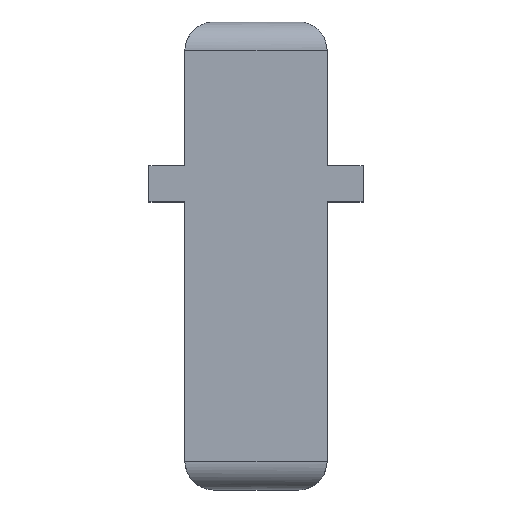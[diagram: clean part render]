
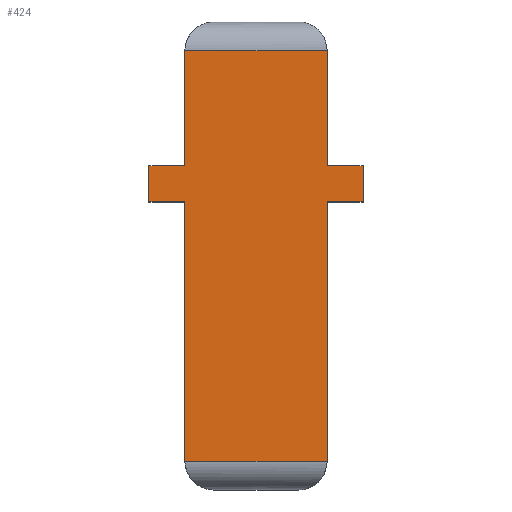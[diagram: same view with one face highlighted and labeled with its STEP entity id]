
A CAD part, top view. The second image highlights one B-rep face of the part: STEP entity #424.
In plain terms, the highlighted planar face has unit normal (0, 0, 1).
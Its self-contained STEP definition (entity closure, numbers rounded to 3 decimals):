
#29=PLANE('',#469);
#50=FACE_OUTER_BOUND('',#75,.T.);
#75=EDGE_LOOP('',(#328,#329,#330,#331,#332,#333,#334,#335,#336,#337,#338,
#339));
#95=LINE('',#622,#144);
#99=LINE('',#630,#148);
#104=LINE('',#639,#153);
#107=LINE('',#646,#156);
#109=LINE('',#649,#158);
#114=LINE('',#667,#163);
#115=LINE('',#669,#164);
#116=LINE('',#671,#165);
#117=LINE('',#673,#166);
#118=LINE('',#675,#167);
#119=LINE('',#677,#168);
#120=LINE('',#678,#169);
#144=VECTOR('',#501,10.);
#148=VECTOR('',#505,10.);
#153=VECTOR('',#512,10.);
#156=VECTOR('',#519,10.);
#158=VECTOR('',#523,10.);
#163=VECTOR('',#544,10.);
#164=VECTOR('',#545,10.);
#165=VECTOR('',#546,10.);
#166=VECTOR('',#547,10.);
#167=VECTOR('',#548,10.);
#168=VECTOR('',#549,10.);
#169=VECTOR('',#550,10.);
#196=VERTEX_POINT('',#619);
#197=VERTEX_POINT('',#621);
#200=VERTEX_POINT('',#627);
#201=VERTEX_POINT('',#629);
#204=VERTEX_POINT('',#637);
#206=VERTEX_POINT('',#645);
#211=VERTEX_POINT('',#666);
#212=VERTEX_POINT('',#668);
#213=VERTEX_POINT('',#670);
#214=VERTEX_POINT('',#672);
#215=VERTEX_POINT('',#674);
#216=VERTEX_POINT('',#676);
#233=EDGE_CURVE('',#196,#197,#95,.T.);
#237=EDGE_CURVE('',#200,#201,#99,.T.);
#242=EDGE_CURVE('',#204,#200,#104,.T.);
#245=EDGE_CURVE('',#206,#197,#107,.T.);
#247=EDGE_CURVE('',#206,#204,#109,.T.);
#256=EDGE_CURVE('',#211,#196,#114,.T.);
#257=EDGE_CURVE('',#211,#212,#115,.T.);
#258=EDGE_CURVE('',#212,#213,#116,.T.);
#259=EDGE_CURVE('',#214,#213,#117,.T.);
#260=EDGE_CURVE('',#215,#214,#118,.T.);
#261=EDGE_CURVE('',#215,#216,#119,.T.);
#262=EDGE_CURVE('',#216,#201,#120,.T.);
#328=ORIENTED_EDGE('',*,*,#247,.F.);
#329=ORIENTED_EDGE('',*,*,#245,.T.);
#330=ORIENTED_EDGE('',*,*,#233,.F.);
#331=ORIENTED_EDGE('',*,*,#256,.F.);
#332=ORIENTED_EDGE('',*,*,#257,.T.);
#333=ORIENTED_EDGE('',*,*,#258,.T.);
#334=ORIENTED_EDGE('',*,*,#259,.F.);
#335=ORIENTED_EDGE('',*,*,#260,.F.);
#336=ORIENTED_EDGE('',*,*,#261,.T.);
#337=ORIENTED_EDGE('',*,*,#262,.T.);
#338=ORIENTED_EDGE('',*,*,#237,.F.);
#339=ORIENTED_EDGE('',*,*,#242,.F.);
#424=ADVANCED_FACE('',(#50),#29,.T.);
#469=AXIS2_PLACEMENT_3D('',#665,#542,#543);
#501=DIRECTION('',(1.,0.,0.));
#505=DIRECTION('',(1.,0.,0.));
#512=DIRECTION('',(0.,-1.,0.));
#519=DIRECTION('',(0.,-1.,0.));
#523=DIRECTION('',(1.,0.,0.));
#542=DIRECTION('center_axis',(0.,0.,1.));
#543=DIRECTION('ref_axis',(-1.,0.,0.));
#544=DIRECTION('',(0.,1.,0.));
#545=DIRECTION('',(1.,0.,0.));
#546=DIRECTION('',(0.,-1.,0.));
#547=DIRECTION('',(-1.,0.,0.));
#548=DIRECTION('',(0.,-1.,0.));
#549=DIRECTION('',(1.,0.,0.));
#550=DIRECTION('',(0.,1.,0.));
#619=CARTESIAN_POINT('',(-1.975,1.5,6.975));
#621=CARTESIAN_POINT('',(-0.975,1.5,6.975));
#622=CARTESIAN_POINT('',(-0.975,1.5,6.975));
#627=CARTESIAN_POINT('',(2.975,1.5,6.975));
#629=CARTESIAN_POINT('',(3.975,1.5,6.975));
#630=CARTESIAN_POINT('',(2.975,1.5,6.975));
#637=CARTESIAN_POINT('',(2.975,4.7,6.975));
#639=CARTESIAN_POINT('',(2.975,5.5,6.975));
#645=CARTESIAN_POINT('',(-0.975,4.7,6.975));
#646=CARTESIAN_POINT('',(-0.975,5.5,6.975));
#649=CARTESIAN_POINT('',(1.988,4.7,6.975));
#665=CARTESIAN_POINT('Origin',(2.975,5.5,6.975));
#666=CARTESIAN_POINT('',(-1.975,0.5,6.975));
#667=CARTESIAN_POINT('',(-1.975,1.,6.975));
#668=CARTESIAN_POINT('',(-0.975,0.5,6.975));
#669=CARTESIAN_POINT('',(3.975,0.5,6.975));
#670=CARTESIAN_POINT('',(-0.975,-6.7,6.975));
#671=CARTESIAN_POINT('',(-0.975,5.5,6.975));
#672=CARTESIAN_POINT('',(2.975,-6.7,6.975));
#673=CARTESIAN_POINT('',(1.988,-6.7,6.975));
#674=CARTESIAN_POINT('',(2.975,0.5,6.975));
#675=CARTESIAN_POINT('',(2.975,5.5,6.975));
#676=CARTESIAN_POINT('',(3.975,0.5,6.975));
#677=CARTESIAN_POINT('',(3.975,0.5,6.975));
#678=CARTESIAN_POINT('',(3.975,1.,6.975));
